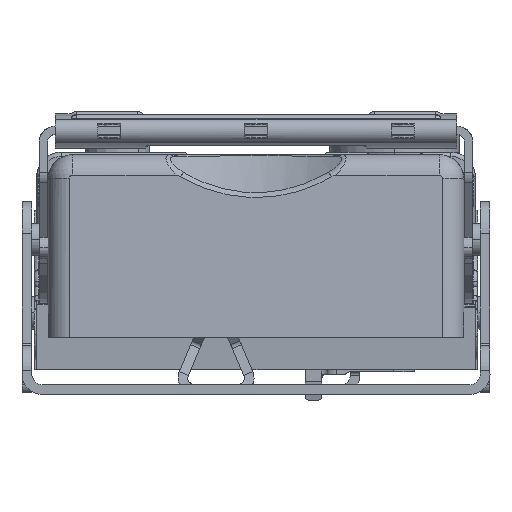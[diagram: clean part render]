
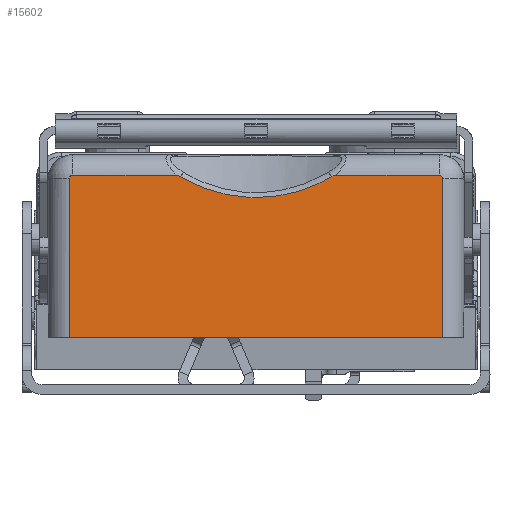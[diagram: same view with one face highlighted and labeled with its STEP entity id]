
A CAD part, front view. The second image highlights one B-rep face of the part: STEP entity #15602.
In plain terms, the highlighted planar face has unit normal (0, -0.999, 0.035).
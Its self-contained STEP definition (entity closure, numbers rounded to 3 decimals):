
#847=DIRECTION('',(1.,0.,0.));
#848=VECTOR('',#847,45.764);
#849=CARTESIAN_POINT('',(-52.082,-245.528,
-22.7));
#850=LINE('',#849,#848);
#859=DIRECTION('',(0.,-0.035,-0.999));
#860=VECTOR('',#859,19.516);
#861=CARTESIAN_POINT('',(-52.082,-244.846,
-3.196));
#862=LINE('',#861,#860);
#863=CARTESIAN_POINT('',(-52.082,-245.528,
-22.7));
#3241=CARTESIAN_POINT('',(-6.318,-244.846,
-3.196));
#3242=CARTESIAN_POINT('',(-6.329,-244.845,
-3.173));
#3243=CARTESIAN_POINT('',(-6.349,-244.845,
-3.127));
#3244=CARTESIAN_POINT('',(-6.363,-244.842,
-3.059));
#3245=CARTESIAN_POINT('',(-6.398,-244.84,
-2.995));
#3246=CARTESIAN_POINT('',(-6.443,-244.838,
-2.939));
#3247=CARTESIAN_POINT('',(-6.499,-244.836,
-2.893));
#3248=CARTESIAN_POINT('',(-6.563,-244.835,
-2.858));
#3249=CARTESIAN_POINT('',(-6.631,-244.835,
-2.843));
#3250=CARTESIAN_POINT('',(-6.677,-244.833,
-2.824));
#3251=CARTESIAN_POINT('',(-6.7,-244.832,
-2.814));
#3253=DIRECTION('',(-1.,0.,0.));
#3254=VECTOR('',#3253,12.741);
#3255=CARTESIAN_POINT('',(-6.7,-244.832,
-2.814));
#3256=LINE('',#3255,#3254);
#3272=CARTESIAN_POINT('',(-38.959,-244.833,
-2.814));
#3273=CARTESIAN_POINT('',(-38.906,-244.833,
-2.813));
#3274=CARTESIAN_POINT('',(-38.798,-244.834,
-2.839));
#3275=CARTESIAN_POINT('',(-38.624,-244.836,
-2.907));
#3276=CARTESIAN_POINT('',(-38.504,-244.838,
-2.971));
#3277=CARTESIAN_POINT('',(-38.442,-244.84,
-3.007));
#3279=CARTESIAN_POINT('',(-38.442,-244.84,
-3.007));
#3280=CARTESIAN_POINT('',(-37.576,-244.857,
-3.515));
#3281=CARTESIAN_POINT('',(-35.824,-244.887,
-4.363));
#3282=CARTESIAN_POINT('',(-33.216,-244.916,
-5.175));
#3283=CARTESIAN_POINT('',(-30.508,-244.93,
-5.59));
#3284=CARTESIAN_POINT('',(-27.772,-244.93,
-5.579));
#3285=CARTESIAN_POINT('',(-25.111,-244.915,
-5.156));
#3286=CARTESIAN_POINT('',(-22.521,-244.887,
-4.339));
#3287=CARTESIAN_POINT('',(-20.805,-244.857,
-3.504));
#3288=CARTESIAN_POINT('',(-19.958,-244.84,
-3.007));
#3290=CARTESIAN_POINT('',(-19.958,-244.84,
-3.007));
#3291=CARTESIAN_POINT('',(-19.896,-244.838,
-2.971));
#3292=CARTESIAN_POINT('',(-19.776,-244.836,
-2.907));
#3293=CARTESIAN_POINT('',(-19.603,-244.834,
-2.839));
#3294=CARTESIAN_POINT('',(-19.494,-244.833,
-2.811));
#3295=CARTESIAN_POINT('',(-19.441,-244.833,
-2.814));
#3307=CARTESIAN_POINT('',(-51.7,-244.832,
-2.814));
#3308=CARTESIAN_POINT('',(-51.723,-244.833,
-2.824));
#3309=CARTESIAN_POINT('',(-51.769,-244.835,
-2.843));
#3310=CARTESIAN_POINT('',(-51.837,-244.835,
-2.858));
#3311=CARTESIAN_POINT('',(-51.901,-244.836,
-2.893));
#3312=CARTESIAN_POINT('',(-51.957,-244.838,
-2.939));
#3313=CARTESIAN_POINT('',(-52.002,-244.84,
-2.995));
#3314=CARTESIAN_POINT('',(-52.037,-244.842,
-3.059));
#3315=CARTESIAN_POINT('',(-52.051,-244.845,
-3.127));
#3316=CARTESIAN_POINT('',(-52.071,-244.845,
-3.173));
#3317=CARTESIAN_POINT('',(-52.082,-244.846,
-3.196));
#3324=DIRECTION('',(-1.,0.,0.));
#3325=VECTOR('',#3324,12.741);
#3326=CARTESIAN_POINT('',(-38.959,-244.833,
-2.814));
#3327=LINE('',#3326,#3325);
#3444=DIRECTION('',(0.,0.035,0.999));
#3445=VECTOR('',#3444,19.516);
#3446=CARTESIAN_POINT('',(-6.318,-245.528,
-22.7));
#3447=LINE('',#3446,#3445);
#9187=VERTEX_POINT('',#863);
#9188=CARTESIAN_POINT('',(-6.318,-245.528,
-22.7));
#9189=VERTEX_POINT('',#9188);
#9190=CARTESIAN_POINT('',(-52.082,-244.847,
-3.196));
#9191=VERTEX_POINT('',#9190);
#9192=CARTESIAN_POINT('',(-51.7,-244.833,
-2.814));
#9193=VERTEX_POINT('',#9192);
#9194=CARTESIAN_POINT('',(-38.959,-244.833,
-2.814));
#9195=VERTEX_POINT('',#9194);
#9196=VERTEX_POINT('',#3277);
#9197=VERTEX_POINT('',#3288);
#9198=VERTEX_POINT('',#3295);
#9199=CARTESIAN_POINT('',(-6.7,-244.832,
-2.814));
#9200=VERTEX_POINT('',#9199);
#9201=VERTEX_POINT('',#3241);
#15579=CARTESIAN_POINT('',(-29.2,-245.18,
-12.757));
#15580=DIRECTION('',(0.,0.999,-0.035));
#15581=DIRECTION('',(1.,0.,0.));
#15582=AXIS2_PLACEMENT_3D('',#15579,#15580,#15581);
#15583=PLANE('',#15582);
#15584=ORIENTED_EDGE('',*,*,#11165,.F.);
#15585=ORIENTED_EDGE('',*,*,#11228,.F.);
#15587=ORIENTED_EDGE('',*,*,#15586,.F.);
#15589=ORIENTED_EDGE('',*,*,#15588,.F.);
#15591=ORIENTED_EDGE('',*,*,#15590,.T.);
#15593=ORIENTED_EDGE('',*,*,#15592,.T.);
#15595=ORIENTED_EDGE('',*,*,#15594,.T.);
#15596=ORIENTED_EDGE('',*,*,#15564,.F.);
#15597=ORIENTED_EDGE('',*,*,#15546,.F.);
#15599=ORIENTED_EDGE('',*,*,#15598,.F.);
#15600=EDGE_LOOP('',(#15584,#15585,#15587,#15589,#15591,#15593,#15595,#15596,
#15597,#15599));
#15601=FACE_OUTER_BOUND('',#15600,.F.);
#15602=ADVANCED_FACE('',(#15601),#15583,.F.);
#3252=B_SPLINE_CURVE_WITH_KNOTS('',3,(#3241,#3242,#3243,#3244,#3245,#3246,#3247,
#3248,#3249,#3250,#3251),.UNSPECIFIED.,.F.,.F.,(4,1,1,1,1,1,1,1,4),(0.,
0.125,0.25,0.375,0.5,0.625,0.75,0.875,1.),.UNSPECIFIED.);
#3278=B_SPLINE_CURVE_WITH_KNOTS('',3,(#3272,#3273,#3274,#3275,#3276,#3277),
.UNSPECIFIED.,.F.,.F.,(4,1,1,4),(0.,0.333,0.667,1.),
.UNSPECIFIED.);
#3289=B_SPLINE_CURVE_WITH_KNOTS('',3,(#3279,#3280,#3281,#3282,#3283,#3284,#3285,
#3286,#3287,#3288),.UNSPECIFIED.,.F.,.F.,(4,1,1,1,1,1,1,4),(0.,
0.143,0.286,0.429,0.571,
0.714,0.857,1.),.UNSPECIFIED.);
#3296=B_SPLINE_CURVE_WITH_KNOTS('',3,(#3290,#3291,#3292,#3293,#3294,#3295),
.UNSPECIFIED.,.F.,.F.,(4,1,1,4),(0.,0.333,0.667,1.),
.UNSPECIFIED.);
#3318=B_SPLINE_CURVE_WITH_KNOTS('',3,(#3307,#3308,#3309,#3310,#3311,#3312,#3313,
#3314,#3315,#3316,#3317),.UNSPECIFIED.,.F.,.F.,(4,1,1,1,1,1,1,1,4),(0.,
0.125,0.25,0.375,0.5,0.625,0.75,0.875,1.),.UNSPECIFIED.);
#11165=EDGE_CURVE('',#9187,#9189,#850,.T.);
#11228=EDGE_CURVE('',#9191,#9187,#862,.T.);
#15546=EDGE_CURVE('',#9201,#9200,#3252,.T.);
#15564=EDGE_CURVE('',#9200,#9198,#3256,.T.);
#15586=EDGE_CURVE('',#9193,#9191,#3318,.T.);
#15588=EDGE_CURVE('',#9195,#9193,#3327,.T.);
#15590=EDGE_CURVE('',#9195,#9196,#3278,.T.);
#15592=EDGE_CURVE('',#9196,#9197,#3289,.T.);
#15594=EDGE_CURVE('',#9197,#9198,#3296,.T.);
#15598=EDGE_CURVE('',#9189,#9201,#3447,.T.);
